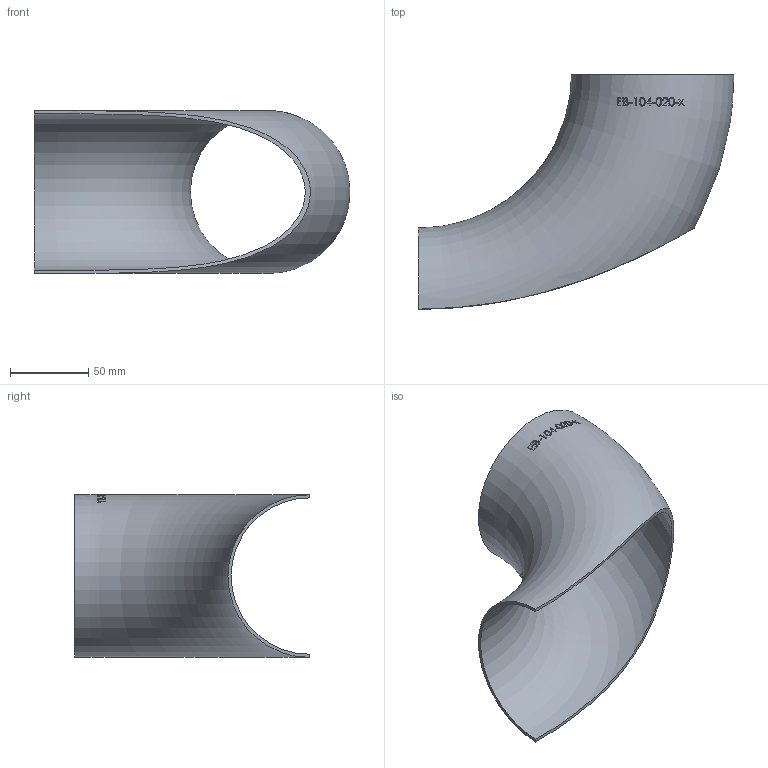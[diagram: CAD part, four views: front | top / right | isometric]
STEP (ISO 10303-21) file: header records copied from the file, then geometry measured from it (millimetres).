
FILE_DESCRIPTION (( 'STEP AP214' ), '1' );
FILE_NAME ('EB-104-020-x Einschweissbogen 1904.STEP', '2019-04-04T07:55:07', ( '' ), ( '' ), 'SwSTEP 2.0', 'SolidWorks 2016', '' );
FILE_SCHEMA (( 'AUTOMOTIVE_DESIGN' ));
Length unit declared in the file: millimetre
Products named in the file (1): EB-104-020-x Einschweissbogen 1904
Bounding box: 202 x 150 x 104.1 mm (x, y, z)
Volume: 103072.5 mm3; surface area: 103402.1 mm2
Topology: 1 solids, 1 shells, 136 faces, 356 edges, 238 vertices
Faces by surface type: plane 72, bspline 43, torus 21
Entity records: 8222 total; most frequent: CARTESIAN_POINT 4117, ORIENTED_EDGE 688, EDGE_CURVE 344, DIRECTION 306, VERTEX_POINT 230, B_SPLINE_CURVE_WITH_KNOTS 228, EDGE_LOOP 156, FACE_OUTER_BOUND 137
